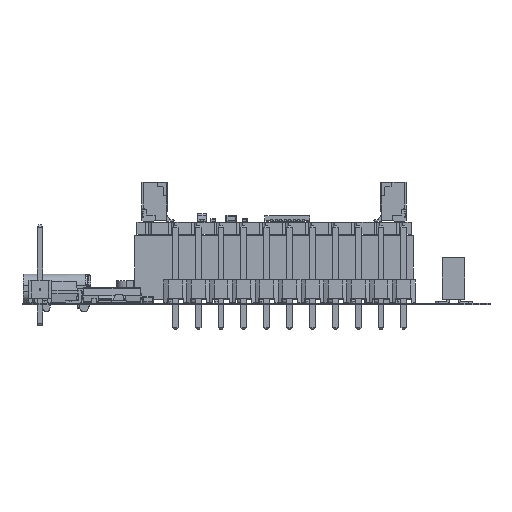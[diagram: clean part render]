
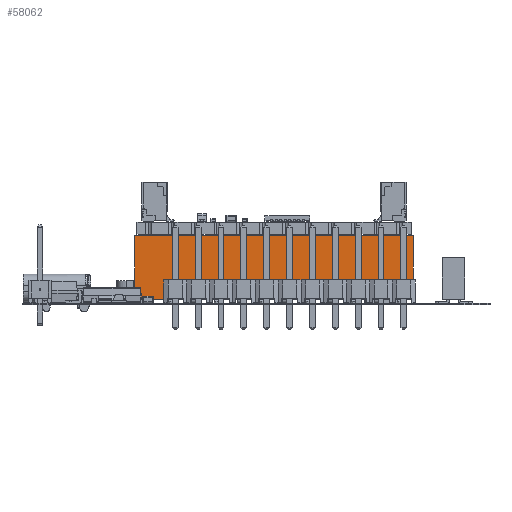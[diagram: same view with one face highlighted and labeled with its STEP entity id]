
A CAD part, front view. The second image highlights one B-rep face of the part: STEP entity #58062.
In plain terms, the highlighted face is planar.
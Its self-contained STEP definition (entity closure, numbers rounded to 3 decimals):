
#56250 = EDGE_CURVE('',#56251,#56253,#56255,.T.);
#56251 = VERTEX_POINT('',#56252);
#56252 = CARTESIAN_POINT('',(15.49,1.25,3.55));
#56253 = VERTEX_POINT('',#56254);
#56254 = CARTESIAN_POINT('',(-15.49,1.25,3.55));
#56255 = LINE('',#56256,#56257);
#56256 = CARTESIAN_POINT('',(15.49,1.25,3.55));
#56257 = VECTOR('',#56258,1.);
#56258 = DIRECTION('',(-1.,0.,0.));
#57925 = EDGE_CURVE('',#56253,#57926,#57928,.T.);
#57926 = VERTEX_POINT('',#57927);
#57927 = CARTESIAN_POINT('',(-15.49,1.25,-3.55));
#57928 = LINE('',#57929,#57930);
#57929 = CARTESIAN_POINT('',(-15.49,1.25,3.55));
#57930 = VECTOR('',#57931,1.);
#57931 = DIRECTION('',(0.,0.,-1.));
#57996 = EDGE_CURVE('',#57926,#57997,#57999,.T.);
#57997 = VERTEX_POINT('',#57998);
#57998 = CARTESIAN_POINT('',(15.49,1.25,-3.55));
#57999 = LINE('',#58000,#58001);
#58000 = CARTESIAN_POINT('',(-15.49,1.25,-3.55));
#58001 = VECTOR('',#58002,1.);
#58002 = DIRECTION('',(1.,0.,0.));
#58032 = EDGE_CURVE('',#57997,#56251,#58033,.T.);
#58033 = LINE('',#58034,#58035);
#58034 = CARTESIAN_POINT('',(15.49,1.25,-3.55));
#58035 = VECTOR('',#58036,1.);
#58036 = DIRECTION('',(0.,0.,1.));
#58062 = ADVANCED_FACE('',(#58063),#58069,.F.);
#58063 = FACE_BOUND('',#58064,.T.);
#58064 = EDGE_LOOP('',(#58065,#58066,#58067,#58068));
#58065 = ORIENTED_EDGE('',*,*,#57925,.F.);
#58066 = ORIENTED_EDGE('',*,*,#56250,.F.);
#58067 = ORIENTED_EDGE('',*,*,#58032,.F.);
#58068 = ORIENTED_EDGE('',*,*,#57996,.F.);
#58069 = PLANE('',#58070);
#58070 = AXIS2_PLACEMENT_3D('',#58071,#58072,#58073);
#58071 = CARTESIAN_POINT('',(0.,1.25,0.));
#58072 = DIRECTION('',(0.,-1.,0.));
#58073 = DIRECTION('',(0.,0.,-1.));
